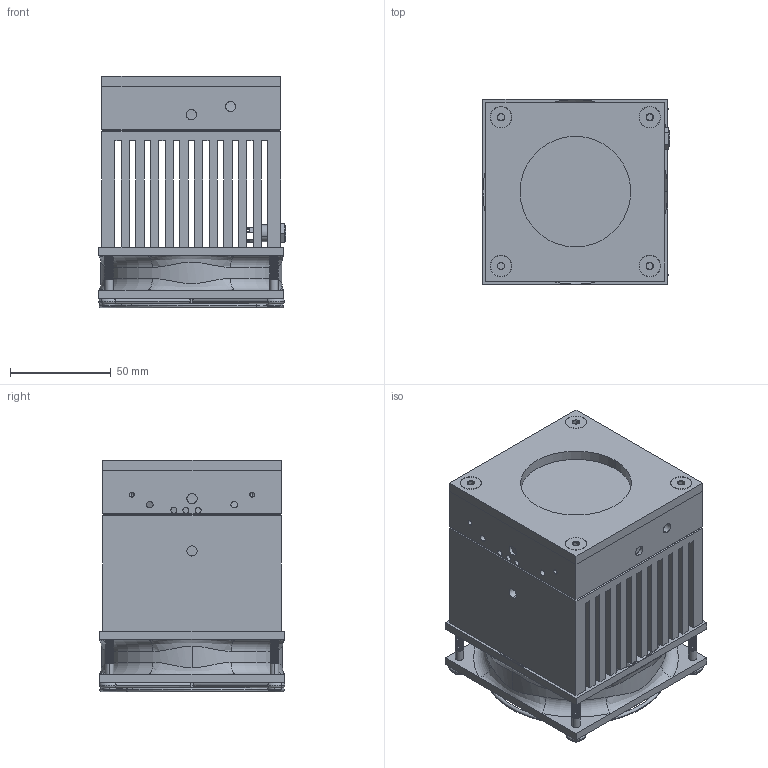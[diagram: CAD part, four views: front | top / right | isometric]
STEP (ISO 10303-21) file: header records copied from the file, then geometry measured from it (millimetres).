
FILE_DESCRIPTION (( 'STEP AP214' ), '1' );
FILE_NAME ('SK-9768 UP55N-300F-H12.STEP', '2017-11-14T13:45:52', ( '' ), ( '' ), 'SwSTEP 2.0', 'SolidWorks 2016', '' );
FILE_SCHEMA (( 'AUTOMOTIVE_DESIGN' ));
Length unit declared in the file: millimetre
Products named in the file (1): SK-9768 UP55N-300F-H12
Bounding box: 92.99 x 92.38 x 115.25 mm (x, y, z)
Volume: 562501.3 mm3; surface area: 237475.4 mm2
Topology: 16 solids, 17 shells, 1761 faces, 4931 edges, 3204 vertices
Faces by surface type: cylinder 1204, plane 256, cone 179, bspline 72, torus 50
Entity records: 109013 total; most frequent: CARTESIAN_POINT 50507, ORIENTED_EDGE 9830, DIRECTION 6535, EDGE_CURVE 4915, VERTEX_POINT 3204, AXIS2_PLACEMENT_3D 2346, EDGE_LOOP 1931, VECTOR 1843
